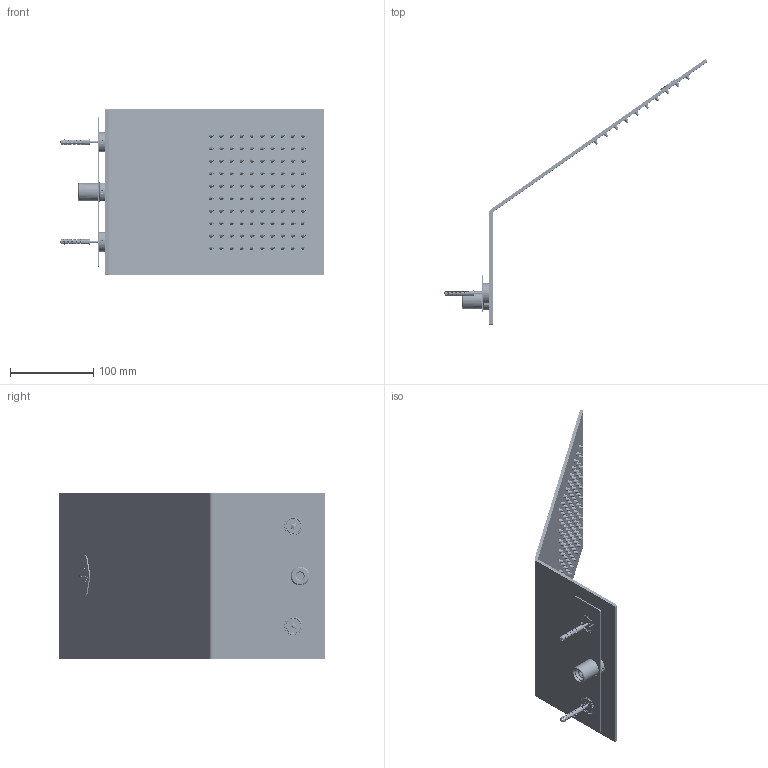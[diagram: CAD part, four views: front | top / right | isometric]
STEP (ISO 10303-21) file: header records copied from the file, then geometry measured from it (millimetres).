
FILE_DESCRIPTION(('STEP AP203'),'1');
FILE_NAME('Art-35032.stp','2018-11-30T07:38:41',(' '),(' '),'Spatial InterOp 3D',' ',' ');
FILE_SCHEMA(('CONFIG_CONTROL_DESIGN'));
Length unit declared in the file: millimetre
Products named in the file (27): 2171; ASSEM1; P-00201; Art-35032; A-OR018; Tassello a muro; P-13166; GBM; Vite per tassello; T-RA026; T-RA025; T-RA024; T-RA023; P-00100; 22760; M_1779; M_1780
Assembly tree (129 placements, depth 4):
  Art-35032
    2171
      ASSEM1
      (unnamed)
      (unnamed)
      (unnamed)
      P-00201
    A-OR018  x3
    Tassello a muro  x2
    P-13166
    GBM  x2
      Vite per tassello
      (unnamed)
        ASSEM1
        (unnamed)
        T-RA026
      T-RA025
    (unnamed)
      ASSEM1
      T-RA024
    (unnamed)
      ASSEM1
      T-RA023
    P-00100  x100
    22760
    M_1779
    M_1780
Bounding box: 316.46 x 319.77 x 200 mm (x, y, z)
Volume: 249544.5 mm3; surface area: 459242.6 mm2
Topology: 118 solids, 118 shells, 5185 faces, 10994 edges, 6418 vertices
Faces by surface type: torus 2251, cylinder 1315, plane 963, cone 249, bspline 239, extrusion 168
Full cylindrical faces by diameter (mm): 3 x4, 3.1 x100, 3.3 x3, 4.8 x2, 5 x2, 6 x2, 7 x2, 8 x2, 9 x1, 10 x1, 10.8 x3, 12.9 x1, 13.1 x1, 14 x1, 14.5 x2, 14.8 x5, 15 x3, 15.8 x1, 16 x1, 16.4 x1, 18 x2, 18.1 x2, 20.955 x2, 21.9 x4, 22.1 x2, 22.5 x1, 23 x1, 23.9 x2, 25 x1
Entity records: 39749 total; most frequent: CARTESIAN_POINT 12684, ORIENTED_EDGE 4438, DIRECTION 4398, EDGE_CURVE 2227, AXIS2_PLACEMENT_3D 1614, VERTEX_POINT 1573, EDGE_LOOP 1445, VECTOR 1170
